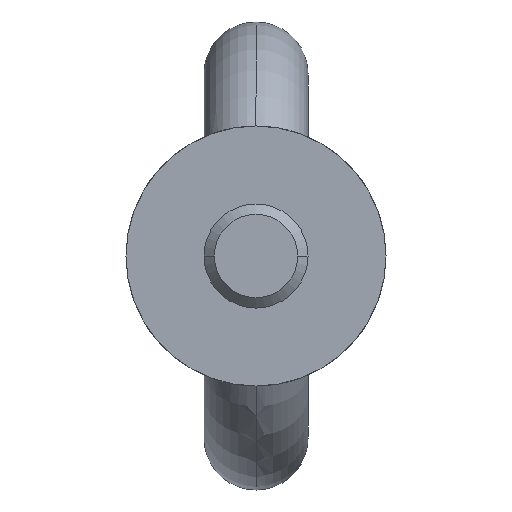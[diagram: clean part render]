
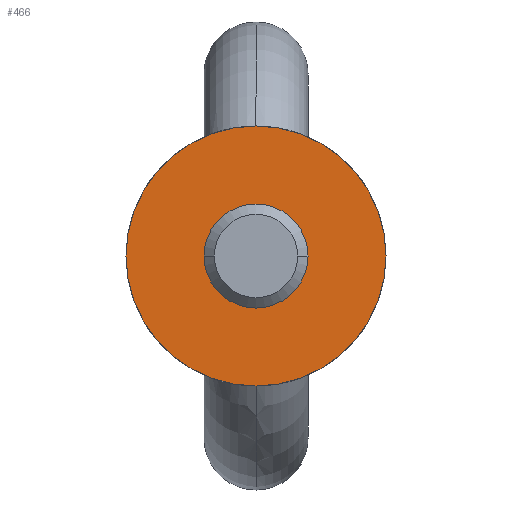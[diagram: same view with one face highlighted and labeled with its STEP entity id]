
A CAD part, front view. The second image highlights one B-rep face of the part: STEP entity #466.
In plain terms, the highlighted planar face has unit normal (0, -1, 0).
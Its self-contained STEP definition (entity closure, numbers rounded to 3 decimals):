
#299 = VERTEX_POINT('',#300);
#300 = CARTESIAN_POINT('',(3.85,-22.5,0.));
#306 = EDGE_CURVE('',#299,#307,#309,.T.);
#307 = VERTEX_POINT('',#308);
#308 = CARTESIAN_POINT('',(-3.85,-22.5,0.));
#309 = CIRCLE('',#310,3.85);
#310 = AXIS2_PLACEMENT_3D('',#311,#312,#313);
#311 = CARTESIAN_POINT('',(0.,-22.5,0.));
#312 = DIRECTION('',(0.,-1.,0.));
#313 = DIRECTION('',(-1.,0.,0.));
#386 = EDGE_CURVE('',#387,#389,#391,.T.);
#387 = VERTEX_POINT('',#388);
#388 = CARTESIAN_POINT('',(-12.5,-22.5,0.));
#389 = VERTEX_POINT('',#390);
#390 = CARTESIAN_POINT('',(12.5,-22.5,0.));
#391 = CIRCLE('',#392,12.5);
#392 = AXIS2_PLACEMENT_3D('',#393,#394,#395);
#393 = CARTESIAN_POINT('',(0.,-22.5,0.));
#394 = DIRECTION('',(0.,1.,0.));
#395 = DIRECTION('',(-1.,0.,0.));
#466 = ADVANCED_FACE('',(#467,#477),#487,.F.);
#467 = FACE_BOUND('',#468,.T.);
#468 = EDGE_LOOP('',(#469,#476));
#469 = ORIENTED_EDGE('',*,*,#470,.F.);
#470 = EDGE_CURVE('',#307,#299,#471,.T.);
#471 = CIRCLE('',#472,3.85);
#472 = AXIS2_PLACEMENT_3D('',#473,#474,#475);
#473 = CARTESIAN_POINT('',(0.,-22.5,0.));
#474 = DIRECTION('',(0.,-1.,0.));
#475 = DIRECTION('',(-1.,0.,0.));
#476 = ORIENTED_EDGE('',*,*,#306,.F.);
#477 = FACE_BOUND('',#478,.T.);
#478 = EDGE_LOOP('',(#479,#480));
#479 = ORIENTED_EDGE('',*,*,#386,.F.);
#480 = ORIENTED_EDGE('',*,*,#481,.F.);
#481 = EDGE_CURVE('',#389,#387,#482,.T.);
#482 = CIRCLE('',#483,12.5);
#483 = AXIS2_PLACEMENT_3D('',#484,#485,#486);
#484 = CARTESIAN_POINT('',(0.,-22.5,0.));
#485 = DIRECTION('',(0.,1.,0.));
#486 = DIRECTION('',(-1.,0.,0.));
#487 = PLANE('',#488);
#488 = AXIS2_PLACEMENT_3D('',#489,#490,#491);
#489 = CARTESIAN_POINT('',(0.,-22.5,0.));
#490 = DIRECTION('',(0.,1.,0.));
#491 = DIRECTION('',(-1.,0.,0.));
